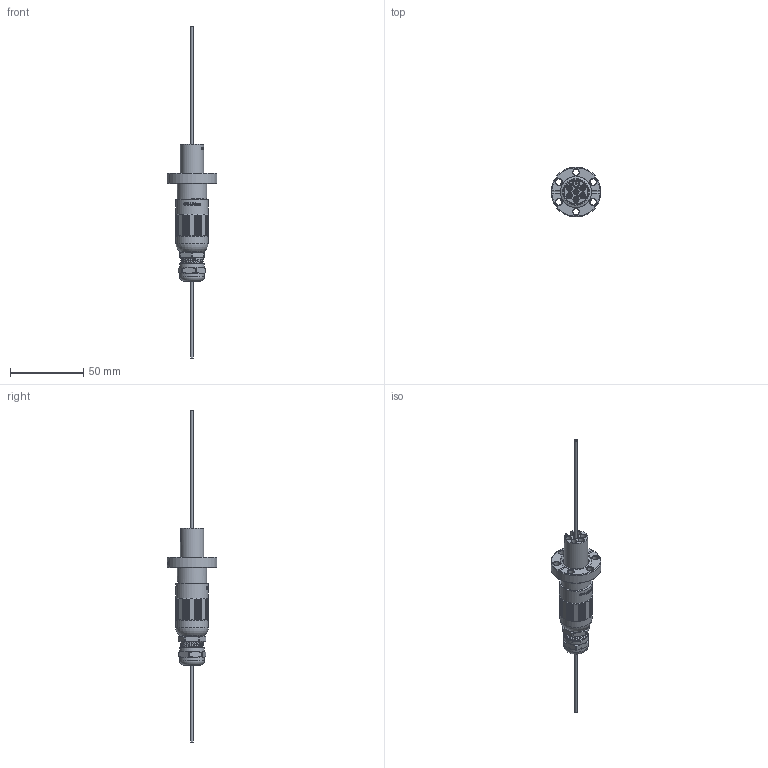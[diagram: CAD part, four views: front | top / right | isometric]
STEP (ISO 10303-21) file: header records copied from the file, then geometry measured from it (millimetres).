
FILE_DESCRIPTION (( 'STEP AP214' ), '1' );
FILE_NAME ('外发模型（带护线筒）-Z-S-CF16-0616.STEP', '2024-08-20T10:32:40', ( '' ), ( '' ), 'SwSTEP 2.0', 'SolidWorks 2020', '' );
FILE_SCHEMA (( 'AUTOMOTIVE_DESIGN' ));
Length unit declared in the file: millimetre
Products named in the file (22): 葷ﾈｾﾄ｣ﾐﾍ-ﾄﾚﾐｾﾃﾜｷ篶ﾗ 4-8; 俋楷耀倰-Z-S-D20-0616-L75-L85; 俋楷耀倰-BLANK-CFG-1615; 誘盄芠-CPC-M20D08; 渲染模型-内芯收紧爪 4-8; FL-CF16-D17-D20; 外发模型（带护线筒）-Z-S-CF16-0616; 俋楷耀倰-XF-06P16-AIR-PPS; M3-16-4 - 坋趼芛; 誘盄芠俋褲-CPC-M20D08; 俋楷耀倰-CFG+萇盄-1.5; 俋楷耀倰-XF-06P16-VAC-PPS; 俋楷耀倰-FL-S-D20-0616-L75-L85; 俋楷耀倰-S-D20-0616-L75-L85; 葷ﾈｾﾄ｣ﾐﾍ-ｻ､ﾏﾟﾍｲﾂﾝﾃｱ-LT8-PG9; 俋楷耀倰-CFG-1615; 俋楷耀倰-Z-XF-06P16-AIR-PPS; 萇盄囀郋-1.5; NDL-D16L190; 俋楷耀倰-Z-XF-06P16-VAC-PPS; 萇盄蝶々-1.5; 外发模型-母针卡爪-1615
Assembly tree (28 placements, depth 6):
  外发模型（带护线筒）-Z-S-CF16-0616
    FL-CF16-D17-D20
    俋楷耀倰-Z-S-D20-0616-L75-L85
      俋楷耀倰-S-D20-0616-L75-L85
        俋楷耀倰-FL-S-D20-0616-L75-L85
        NDL-D16L190  x6
      俋楷耀倰-Z-XF-06P16-VAC-PPS
        俋楷耀倰-XF-06P16-VAC-PPS
        M3-16-4 - 坋趼芛
        俋楷耀倰-CFG+萇盄-1.5
          萇盄蝶々-1.5
          萇盄囀郋-1.5
          俋楷耀倰-CFG-1615
            俋楷耀倰-BLANK-CFG-1615
            外发模型-母针卡爪-1615
      俋楷耀倰-Z-XF-06P16-AIR-PPS
        俋楷耀倰-XF-06P16-AIR-PPS
        M3-16-4 - 坋趼芛
        俋楷耀倰-CFG+萇盄-1.5
          萇盄蝶々-1.5
          萇盄囀郋-1.5
          俋楷耀倰-CFG-1615
            俋楷耀倰-BLANK-CFG-1615
            外发模型-母针卡爪-1615
      誘盄芠-CPC-M20D08
        誘盄芠俋褲-CPC-M20D08
        葷ﾈｾﾄ｣ﾐﾍ-ｻ､ﾏﾟﾍｲﾂﾝﾃｱ-LT8-PG9
        葷ﾈｾﾄ｣ﾐﾍ-ﾄﾚﾐｾﾃﾜｷ篶ﾗ 4-8
        渲染模型-内芯收紧爪 4-8
Bounding box: 34 x 34 x 226.3 mm (x, y, z)
Volume: 22600.7 mm3; surface area: 28760.6 mm2
Topology: 28 solids, 28 shells, 911 faces, 2940 edges, 2226 vertices
Faces by surface type: plane 553, cylinder 239, bspline 52, cone 44, torus 23
Full cylindrical faces by diameter (mm): 0.6 x2, 1.38 x4, 1.56 x6, 1.6 x8, 1.8 x2, 1.98 x2, 2 x2, 2.3 x2, 2.5 x19, 2.7 x2, 2.8 x8, 2.9 x6, 3.4 x2, 3.5 x4, 4.1 x12, 4.3 x6, 4.5 x2, 8.2 x2, 8.5 x1, 10 x1, 10.5 x1, 11.6 x1, 12 x1, 12.4 x1, 13.3 x1, 15.2 x5, 15.8 x2, 16.64 x1, 16.8 x2, 17 x1
Entity records: 44408 total; most frequent: CARTESIAN_POINT 22373, ORIENTED_EDGE 5074, DIRECTION 3282, EDGE_CURVE 2537, VERTEX_POINT 2040, AXIS2_PLACEMENT_3D 1220, B_SPLINE_CURVE_WITH_KNOTS 1202, EDGE_LOOP 1099
